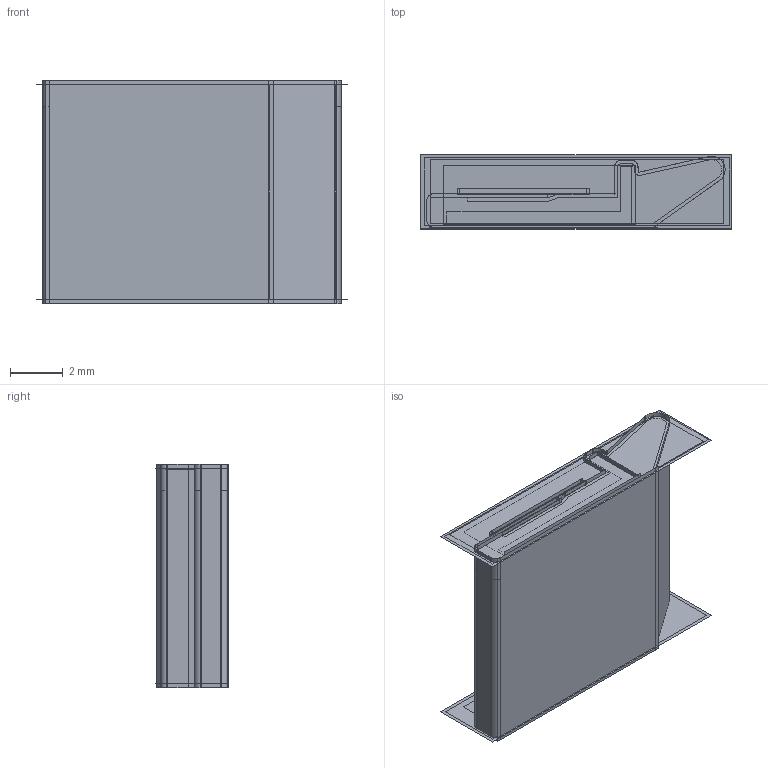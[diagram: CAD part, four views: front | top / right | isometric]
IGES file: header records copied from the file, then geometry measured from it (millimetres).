
Start section:  PTC IGES file: uc3e1083revd789_asm.igs
Global section: file name: uc3e1083revd789_asm.igs; native system: Creo Elements/Pro by Parametric Technology Corporation; preprocessor: 2010480; author: sfeeng; organization: Unknown; date: 20170719.151453; units: millimetre
Bounding box: 11.76 x 2.8 x 8.45 mm (x, y, z)
Surface area: 3060.7 mm2 (no closed solid volume)
Topology: 0 solids, 0 shells, 68 faces, 1414 edges, 1828 vertices
Faces by surface type: bspline 56, revolution 12
